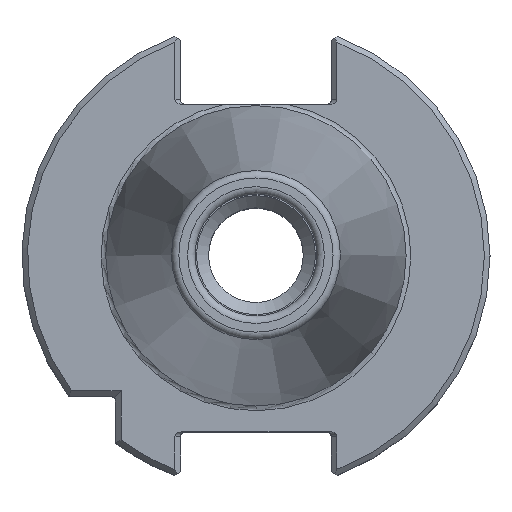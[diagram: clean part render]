
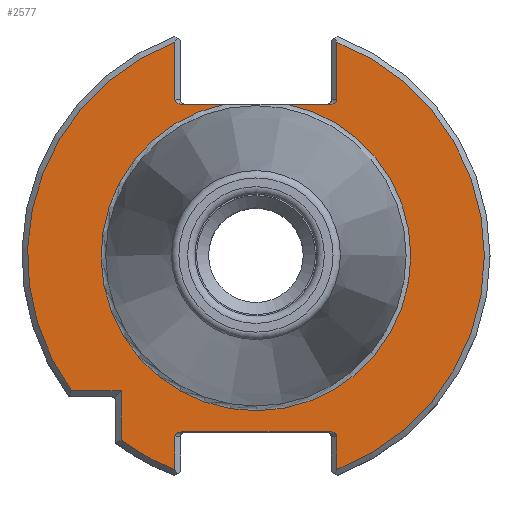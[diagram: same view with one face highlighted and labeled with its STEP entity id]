
A CAD part, top view. The second image highlights one B-rep face of the part: STEP entity #2577.
In plain terms, the highlighted planar face has unit normal (0, 0, 1).
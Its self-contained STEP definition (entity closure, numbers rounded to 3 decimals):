
#82=ELLIPSE('',#2726,0.707,0.5);
#83=ELLIPSE('',#2727,0.707,0.5);
#84=ELLIPSE('',#2729,0.707,0.5);
#85=ELLIPSE('',#2730,0.707,0.5);
#117=LINE('',#3592,#227);
#118=LINE('',#3596,#228);
#119=LINE('',#3600,#229);
#120=LINE('',#3604,#230);
#121=LINE('',#3608,#231);
#122=LINE('',#3609,#232);
#123=LINE('',#3613,#233);
#124=LINE('',#3617,#234);
#125=LINE('',#3619,#235);
#227=VECTOR('',#3000,1000.);
#228=VECTOR('',#3003,1000.);
#229=VECTOR('',#3006,1000.);
#230=VECTOR('',#3009,1000.);
#231=VECTOR('',#3012,1000.);
#232=VECTOR('',#3013,1000.);
#233=VECTOR('',#3016,1000.);
#234=VECTOR('',#3019,1000.);
#235=VECTOR('',#3020,1000.);
#319=PLANE('',#2724);
#467=ORIENTED_EDGE('',*,*,#978,.T.);
#468=ORIENTED_EDGE('',*,*,#979,.T.);
#469=ORIENTED_EDGE('',*,*,#980,.T.);
#470=ORIENTED_EDGE('',*,*,#981,.F.);
#471=ORIENTED_EDGE('',*,*,#982,.T.);
#472=ORIENTED_EDGE('',*,*,#983,.T.);
#473=ORIENTED_EDGE('',*,*,#984,.T.);
#474=ORIENTED_EDGE('',*,*,#985,.T.);
#475=ORIENTED_EDGE('',*,*,#986,.T.);
#476=ORIENTED_EDGE('',*,*,#987,.F.);
#477=ORIENTED_EDGE('',*,*,#976,.F.);
#478=ORIENTED_EDGE('',*,*,#988,.F.);
#479=ORIENTED_EDGE('',*,*,#989,.T.);
#480=ORIENTED_EDGE('',*,*,#990,.T.);
#481=ORIENTED_EDGE('',*,*,#991,.T.);
#482=ORIENTED_EDGE('',*,*,#992,.T.);
#483=ORIENTED_EDGE('',*,*,#993,.T.);
#976=EDGE_CURVE('',#1230,#1231,#1381,.T.);
#978=EDGE_CURVE('',#1232,#1233,#1382,.T.);
#979=EDGE_CURVE('',#1233,#1234,#117,.T.);
#980=EDGE_CURVE('',#1234,#1235,#82,.F.);
#981=EDGE_CURVE('',#1236,#1235,#118,.T.);
#982=EDGE_CURVE('',#1236,#1237,#83,.F.);
#983=EDGE_CURVE('',#1237,#1238,#119,.T.);
#984=EDGE_CURVE('',#1238,#1239,#1383,.T.);
#985=EDGE_CURVE('',#1239,#1240,#120,.T.);
#986=EDGE_CURVE('',#1240,#1241,#84,.F.);
#987=EDGE_CURVE('',#1231,#1241,#121,.T.);
#988=EDGE_CURVE('',#1242,#1230,#122,.T.);
#989=EDGE_CURVE('',#1242,#1243,#85,.F.);
#990=EDGE_CURVE('',#1243,#1244,#123,.T.);
#991=EDGE_CURVE('',#1244,#1245,#1384,.T.);
#992=EDGE_CURVE('',#1245,#1246,#124,.T.);
#993=EDGE_CURVE('',#1246,#1232,#125,.T.);
#1230=VERTEX_POINT('',#3581);
#1231=VERTEX_POINT('',#3582);
#1232=VERTEX_POINT('',#3590);
#1233=VERTEX_POINT('',#3591);
#1234=VERTEX_POINT('',#3593);
#1235=VERTEX_POINT('',#3595);
#1236=VERTEX_POINT('',#3597);
#1237=VERTEX_POINT('',#3599);
#1238=VERTEX_POINT('',#3601);
#1239=VERTEX_POINT('',#3603);
#1240=VERTEX_POINT('',#3605);
#1241=VERTEX_POINT('',#3607);
#1242=VERTEX_POINT('',#3610);
#1243=VERTEX_POINT('',#3612);
#1244=VERTEX_POINT('',#3614);
#1245=VERTEX_POINT('',#3616);
#1246=VERTEX_POINT('',#3618);
#1381=CIRCLE('',#2723,16.543);
#1382=CIRCLE('',#2725,24.4);
#1383=CIRCLE('',#2728,24.4);
#1384=CIRCLE('',#2731,24.4);
#1455=EDGE_LOOP('',(#467,#468,#469,#470,#471,#472,#473,#474,#475,#476,#477,
#478,#479,#480,#481,#482,#483));
#1603=FACE_BOUND('',#1455,.T.);
#2577=ADVANCED_FACE('',(#1603),#319,.T.);
#2723=AXIS2_PLACEMENT_3D('',#3580,#2994,#2995);
#2724=AXIS2_PLACEMENT_3D('',#3588,#2996,#2997);
#2725=AXIS2_PLACEMENT_3D('',#3589,#2998,#2999);
#2726=AXIS2_PLACEMENT_3D('',#3594,#3001,#3002);
#2727=AXIS2_PLACEMENT_3D('',#3598,#3004,#3005);
#2728=AXIS2_PLACEMENT_3D('',#3602,#3007,#3008);
#2729=AXIS2_PLACEMENT_3D('',#3606,#3010,#3011);
#2730=AXIS2_PLACEMENT_3D('',#3611,#3014,#3015);
#2731=AXIS2_PLACEMENT_3D('',#3615,#3017,#3018);
#2994=DIRECTION('',(0.,0.,1.));
#2995=DIRECTION('',(1.,0.,0.));
#2996=DIRECTION('',(0.,0.,1.));
#2997=DIRECTION('',(1.,0.,0.));
#2998=DIRECTION('',(0.,0.,1.));
#2999=DIRECTION('',(1.,0.,0.));
#3000=DIRECTION('',(0.,1.,0.));
#3001=DIRECTION('',(0.,0.,1.));
#3002=DIRECTION('',(1.,0.,0.));
#3003=DIRECTION('',(-1.,0.,0.));
#3004=DIRECTION('',(0.,0.,1.));
#3005=DIRECTION('',(1.,0.,0.));
#3006=DIRECTION('',(0.,-1.,0.));
#3007=DIRECTION('',(0.,0.,1.));
#3008=DIRECTION('',(1.,0.,0.));
#3009=DIRECTION('',(0.,-1.,0.));
#3010=DIRECTION('',(0.,0.,1.));
#3011=DIRECTION('',(-1.,0.,0.));
#3012=DIRECTION('',(1.,0.,0.));
#3013=DIRECTION('',(1.,0.,0.));
#3014=DIRECTION('',(0.,0.,1.));
#3015=DIRECTION('',(-1.,0.,0.));
#3016=DIRECTION('',(0.,1.,0.));
#3017=DIRECTION('',(0.,0.,1.));
#3018=DIRECTION('',(1.,0.,0.));
#3019=DIRECTION('',(1.,0.,0.));
#3020=DIRECTION('',(0.,-1.,0.));
#3580=CARTESIAN_POINT('',(0.,0.,-3.2));
#3581=CARTESIAN_POINT('',(-3.35,16.2,-3.2));
#3582=CARTESIAN_POINT('',(3.35,16.2,-3.2));
#3588=CARTESIAN_POINT('',(16.543,0.,-3.2));
#3589=CARTESIAN_POINT('',(0.,0.,-3.2));
#3590=CARTESIAN_POINT('',(-14.4,-19.698,-3.2));
#3591=CARTESIAN_POINT('',(-8.65,-22.815,-3.2));
#3592=CARTESIAN_POINT('',(-8.65,-18.8,-3.2));
#3593=CARTESIAN_POINT('',(-8.65,-19.3,-3.2));
#3594=CARTESIAN_POINT('',(-7.943,-19.3,-3.2));
#3595=CARTESIAN_POINT('',(-7.943,-18.8,-3.2));
#3596=CARTESIAN_POINT('',(8.05,-18.8,-3.2));
#3597=CARTESIAN_POINT('',(7.943,-18.8,-3.2));
#3598=CARTESIAN_POINT('',(7.943,-19.3,-3.2));
#3599=CARTESIAN_POINT('',(8.65,-19.3,-3.2));
#3600=CARTESIAN_POINT('',(8.65,-23.827,-3.2));
#3601=CARTESIAN_POINT('',(8.65,-22.815,-3.2));
#3602=CARTESIAN_POINT('',(0.,0.,-3.2));
#3603=CARTESIAN_POINT('',(8.65,22.815,-3.2));
#3604=CARTESIAN_POINT('',(8.65,16.2,-3.2));
#3605=CARTESIAN_POINT('',(8.65,16.7,-3.2));
#3606=CARTESIAN_POINT('',(7.943,16.7,-3.2));
#3607=CARTESIAN_POINT('',(7.943,16.2,-3.2));
#3608=CARTESIAN_POINT('',(-8.05,16.2,-3.2));
#3609=CARTESIAN_POINT('',(-8.05,16.2,-3.2));
#3610=CARTESIAN_POINT('',(-7.943,16.2,-3.2));
#3611=CARTESIAN_POINT('',(-7.943,16.7,-3.2));
#3612=CARTESIAN_POINT('',(-8.65,16.7,-3.2));
#3613=CARTESIAN_POINT('',(-8.65,23.827,-3.2));
#3614=CARTESIAN_POINT('',(-8.65,22.815,-3.2));
#3615=CARTESIAN_POINT('',(0.,0.,-3.2));
#3616=CARTESIAN_POINT('',(-19.698,-14.4,-3.2));
#3617=CARTESIAN_POINT('',(-15.,-14.4,-3.2));
#3618=CARTESIAN_POINT('',(-14.4,-14.4,-3.2));
#3619=CARTESIAN_POINT('',(-14.4,-20.187,-3.2));
